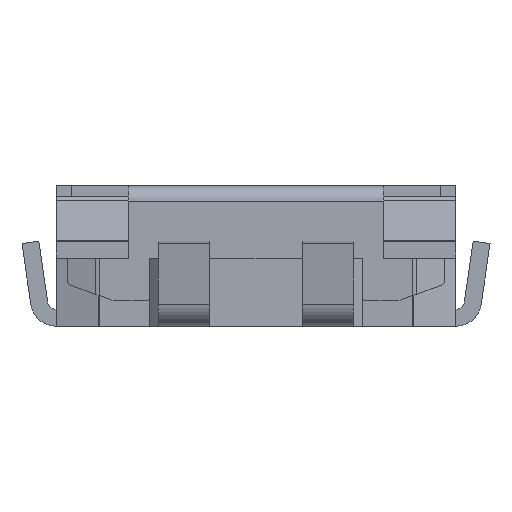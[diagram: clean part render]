
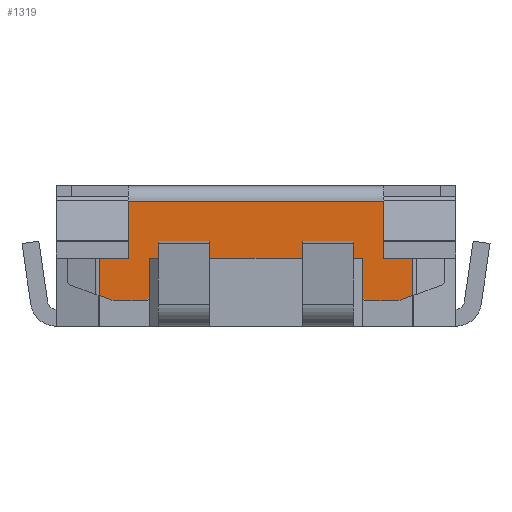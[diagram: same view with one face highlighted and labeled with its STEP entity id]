
A CAD part, left-side view. The second image highlights one B-rep face of the part: STEP entity #1319.
In plain terms, the highlighted planar face has unit normal (-1, 0, 0).
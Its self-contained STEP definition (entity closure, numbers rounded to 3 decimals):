
#1319 = ADVANCED_FACE( '', ( #2724 ), #2725, .F. );
#2724 = FACE_OUTER_BOUND( '', #3685, .T. );
#2725 = PLANE( '', #3686 );
#3685 = EDGE_LOOP( '', ( #5555, #5556, #5557, #5558, #5559, #5560, #5561, #5562, #5563, #5564, #5565, #5566, #5567, #5568, #5569, #5570, #5571, #5572 ) );
#3686 = AXIS2_PLACEMENT_3D( '', #5573, #5574, #5575 );
#5555 = ORIENTED_EDGE( '', *, *, #7539, .T. );
#5556 = ORIENTED_EDGE( '', *, *, #7540, .T. );
#5557 = ORIENTED_EDGE( '', *, *, #7541, .F. );
#5558 = ORIENTED_EDGE( '', *, *, #7475, .T. );
#5559 = ORIENTED_EDGE( '', *, *, #7542, .F. );
#5560 = ORIENTED_EDGE( '', *, *, #7543, .F. );
#5561 = ORIENTED_EDGE( '', *, *, #7519, .F. );
#5562 = ORIENTED_EDGE( '', *, *, #7544, .T. );
#5563 = ORIENTED_EDGE( '', *, *, #7545, .F. );
#5564 = ORIENTED_EDGE( '', *, *, #7443, .F. );
#5565 = ORIENTED_EDGE( '', *, *, #7546, .F. );
#5566 = ORIENTED_EDGE( '', *, *, #7547, .T. );
#5567 = ORIENTED_EDGE( '', *, *, #7548, .T. );
#5568 = ORIENTED_EDGE( '', *, *, #7549, .T. );
#5569 = ORIENTED_EDGE( '', *, *, #7550, .T. );
#5570 = ORIENTED_EDGE( '', *, *, #7551, .T. );
#5571 = ORIENTED_EDGE( '', *, *, #7552, .T. );
#5572 = ORIENTED_EDGE( '', *, *, #7553, .T. );
#5573 = CARTESIAN_POINT( '', ( -1.75, 2.35, 0.3 ) );
#5574 = DIRECTION( '', ( 1., 0., 0. ) );
#5575 = DIRECTION( '', ( 0., 0., -1. ) );
#7443 = EDGE_CURVE( '', #8637, #8633, #8639, .T. );
#7475 = EDGE_CURVE( '', #8697, #8694, #8698, .T. );
#7519 = EDGE_CURVE( '', #8761, #8763, #8764, .F. );
#7539 = EDGE_CURVE( '', #8798, #8799, #8800, .F. );
#7540 = EDGE_CURVE( '', #8799, #8801, #8802, .F. );
#7541 = EDGE_CURVE( '', #8697, #8801, #8803, .T. );
#7542 = EDGE_CURVE( '', #8804, #8694, #8805, .F. );
#7543 = EDGE_CURVE( '', #8763, #8804, #8806, .T. );
#7544 = EDGE_CURVE( '', #8761, #8807, #8808, .T. );
#7545 = EDGE_CURVE( '', #8633, #8807, #8809, .F. );
#7546 = EDGE_CURVE( '', #8810, #8637, #8811, .T. );
#7547 = EDGE_CURVE( '', #8810, #8812, #8813, .F. );
#7548 = EDGE_CURVE( '', #8812, #8814, #8815, .F. );
#7549 = EDGE_CURVE( '', #8814, #8816, #8817, .F. );
#7550 = EDGE_CURVE( '', #8816, #8818, #8819, .T. );
#7551 = EDGE_CURVE( '', #8818, #8820, #8821, .T. );
#7552 = EDGE_CURVE( '', #8820, #8822, #8823, .T. );
#7553 = EDGE_CURVE( '', #8822, #8798, #8824, .F. );
#8633 = VERTEX_POINT( '', #9839 );
#8637 = VERTEX_POINT( '', #9844 );
#8639 = LINE( '', #9849, #9850 );
#8694 = VERTEX_POINT( '', #9938 );
#8697 = VERTEX_POINT( '', #9941 );
#8698 = LINE( '', #9942, #9943 );
#8761 = VERTEX_POINT( '', #10042 );
#8763 = VERTEX_POINT( '', #10044 );
#8764 = LINE( '', #10045, #10046 );
#8798 = VERTEX_POINT( '', #10092 );
#8799 = VERTEX_POINT( '', #10093 );
#8800 = LINE( '', #10094, #10095 );
#8801 = VERTEX_POINT( '', #10096 );
#8802 = CIRCLE( '', #10097, 0.05 );
#8803 = LINE( '', #10098, #10099 );
#8804 = VERTEX_POINT( '', #10100 );
#8805 = LINE( '', #10101, #10102 );
#8806 = LINE( '', #10103, #10104 );
#8807 = VERTEX_POINT( '', #10105 );
#8808 = LINE( '', #10106, #10107 );
#8809 = LINE( '', #10108, #10109 );
#8810 = VERTEX_POINT( '', #10110 );
#8811 = LINE( '', #10111, #10112 );
#8812 = VERTEX_POINT( '', #10113 );
#8813 = CIRCLE( '', #10114, 0.05 );
#8814 = VERTEX_POINT( '', #10115 );
#8815 = LINE( '', #10116, #10117 );
#8816 = VERTEX_POINT( '', #10118 );
#8817 = CIRCLE( '', #10119, 0.05 );
#8818 = VERTEX_POINT( '', #10120 );
#8819 = LINE( '', #10121, #10122 );
#8820 = VERTEX_POINT( '', #10123 );
#8821 = LINE( '', #10124, #10125 );
#8822 = VERTEX_POINT( '', #10126 );
#8823 = LINE( '', #10127, #10128 );
#8824 = CIRCLE( '', #10129, 0.05 );
#9839 = CARTESIAN_POINT( '', ( -1.75, 1.843, 0.8 ) );
#9844 = CARTESIAN_POINT( '', ( -1.75, 1.843, 0.364 ) );
#9849 = CARTESIAN_POINT( '', ( -1.75, 1.843, 0.3 ) );
#9850 = VECTOR( '', #10802, 1000. );
#9938 = CARTESIAN_POINT( '', ( -1.75, -1.843, 0.8 ) );
#9941 = CARTESIAN_POINT( '', ( -1.75, -1.843, 0.364 ) );
#9942 = CARTESIAN_POINT( '', ( -1.75, -1.843, 0.3 ) );
#9943 = VECTOR( '', #10839, 1000. );
#10042 = CARTESIAN_POINT( '', ( -1.75, 1.5, 1.47 ) );
#10044 = CARTESIAN_POINT( '', ( -1.75, -1.5, 1.47 ) );
#10045 = CARTESIAN_POINT( '', ( -1.75, 2.35, 1.47 ) );
#10046 = VECTOR( '', #10903, 1000. );
#10092 = CARTESIAN_POINT( '', ( -1.75, -1.3, 0.3 ) );
#10093 = CARTESIAN_POINT( '', ( -1.75, -1.663, 0.3 ) );
#10094 = CARTESIAN_POINT( '', ( -1.75, 2.35, 0.3 ) );
#10095 = VECTOR( '', #10937, 1000. );
#10096 = CARTESIAN_POINT( '', ( -1.75, -1.68, 0.303 ) );
#10097 = AXIS2_PLACEMENT_3D( '', #10938, #10939, #10940 );
#10098 = CARTESIAN_POINT( '', ( -1.75, 1.861, -1.014 ) );
#10099 = VECTOR( '', #10941, 1000. );
#10100 = CARTESIAN_POINT( '', ( -1.75, -1.5, 0.8 ) );
#10101 = CARTESIAN_POINT( '', ( -1.75, -1.5, 0.8 ) );
#10102 = VECTOR( '', #10942, 1000. );
#10103 = CARTESIAN_POINT( '', ( -1.75, -1.5, 6.088 ) );
#10104 = VECTOR( '', #10943, 1000. );
#10105 = CARTESIAN_POINT( '', ( -1.75, 1.5, 0.8 ) );
#10106 = CARTESIAN_POINT( '', ( -1.75, 1.5, 6.088 ) );
#10107 = VECTOR( '', #10944, 1000. );
#10108 = CARTESIAN_POINT( '', ( -1.75, 1.843, 0.8 ) );
#10109 = VECTOR( '', #10945, 1000. );
#10110 = CARTESIAN_POINT( '', ( -1.75, 1.68, 0.303 ) );
#10111 = CARTESIAN_POINT( '', ( -1.75, 2.268, 0.522 ) );
#10112 = VECTOR( '', #10946, 1000. );
#10113 = CARTESIAN_POINT( '', ( -1.75, 1.663, 0.3 ) );
#10114 = AXIS2_PLACEMENT_3D( '', #10947, #10948, #10949 );
#10115 = CARTESIAN_POINT( '', ( -1.75, 1.3, 0.3 ) );
#10116 = CARTESIAN_POINT( '', ( -1.75, 2.35, 0.3 ) );
#10117 = VECTOR( '', #10950, 1000. );
#10118 = CARTESIAN_POINT( '', ( -1.75, 1.25, 0.35 ) );
#10119 = AXIS2_PLACEMENT_3D( '', #10951, #10952, #10953 );
#10120 = CARTESIAN_POINT( '', ( -1.75, 1.25, 0.8 ) );
#10121 = CARTESIAN_POINT( '', ( -1.75, 1.25, 0.3 ) );
#10122 = VECTOR( '', #10954, 1000. );
#10123 = CARTESIAN_POINT( '', ( -1.75, -1.25, 0.8 ) );
#10124 = CARTESIAN_POINT( '', ( -1.75, 2.35, 0.8 ) );
#10125 = VECTOR( '', #10955, 1000. );
#10126 = CARTESIAN_POINT( '', ( -1.75, -1.25, 0.35 ) );
#10127 = CARTESIAN_POINT( '', ( -1.75, -1.25, 0.3 ) );
#10128 = VECTOR( '', #10956, 1000. );
#10129 = AXIS2_PLACEMENT_3D( '', #10957, #10958, #10959 );
#10802 = DIRECTION( '', ( 0., 0., 1. ) );
#10839 = DIRECTION( '', ( 0., 0., 1. ) );
#10903 = DIRECTION( '', ( 0., 1., 0. ) );
#10937 = DIRECTION( '', ( 0., 1., 0. ) );
#10938 = CARTESIAN_POINT( '', ( -1.75, -1.663, 0.35 ) );
#10939 = DIRECTION( '', ( 1., 0., 0. ) );
#10940 = DIRECTION( '', ( 0., 0., -1. ) );
#10941 = DIRECTION( '', ( 0., 0.937, -0.349 ) );
#10942 = DIRECTION( '', ( 0., 1., 0. ) );
#10943 = DIRECTION( '', ( 0., 0., -1. ) );
#10944 = DIRECTION( '', ( 0., 0., -1. ) );
#10945 = DIRECTION( '', ( 0., 1., 0. ) );
#10946 = DIRECTION( '', ( 0., 0.937, 0.349 ) );
#10947 = CARTESIAN_POINT( '', ( -1.75, 1.663, 0.35 ) );
#10948 = DIRECTION( '', ( 1., 0., 0. ) );
#10949 = DIRECTION( '', ( 0., 0., -1. ) );
#10950 = DIRECTION( '', ( 0., 1., 0. ) );
#10951 = CARTESIAN_POINT( '', ( -1.75, 1.3, 0.35 ) );
#10952 = DIRECTION( '', ( 1., 0., 0. ) );
#10953 = DIRECTION( '', ( 0., 0., -1. ) );
#10954 = DIRECTION( '', ( 0., 0., 1. ) );
#10955 = DIRECTION( '', ( 0., -1., 0. ) );
#10956 = DIRECTION( '', ( 0., 0., -1. ) );
#10957 = CARTESIAN_POINT( '', ( -1.75, -1.3, 0.35 ) );
#10958 = DIRECTION( '', ( 1., 0., 0. ) );
#10959 = DIRECTION( '', ( 0., 0., -1. ) );
